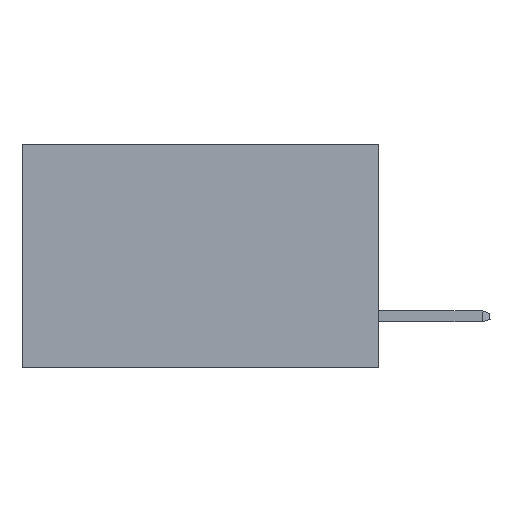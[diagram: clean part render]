
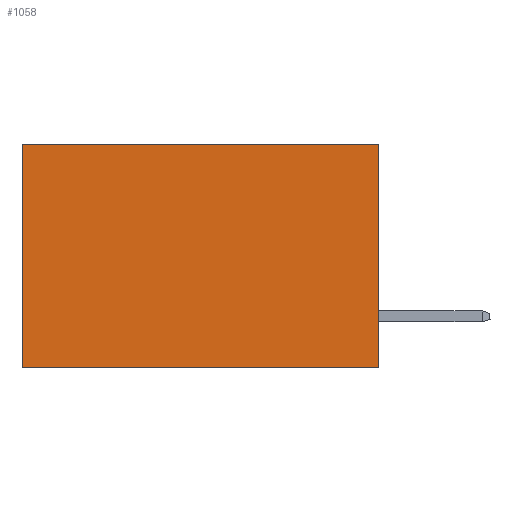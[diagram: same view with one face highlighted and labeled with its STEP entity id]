
A CAD part, left-side view. The second image highlights one B-rep face of the part: STEP entity #1058.
In plain terms, the highlighted planar face has unit normal (-1, 0, 0).
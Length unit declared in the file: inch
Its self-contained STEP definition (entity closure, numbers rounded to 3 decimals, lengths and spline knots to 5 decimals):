
#502 = LINE ( 'NONE', #8837, #6381 ) ;
#1058 = ADVANCED_FACE ( 'NONE', ( #13762 ), #6038, .F. ) ;
#1844 = EDGE_CURVE ( 'NONE', #10495, #6949, #7005, .T. ) ;
#2457 = EDGE_CURVE ( 'NONE', #3050, #10495, #502, .T. ) ;
#2900 = ORIENTED_EDGE ( 'NONE', *, *, #2457, .F. ) ;
#3050 = VERTEX_POINT ( 'NONE', #15026 ) ;
#4335 = CARTESIAN_POINT ( 'NONE',  ( 0.277, 0.59, -0.37 ) ) ;
#4695 = DIRECTION ( 'NONE',  ( 0., 0., -1. ) ) ;
#4788 = CARTESIAN_POINT ( 'NONE',  ( 0.277, 0.59, -0.37 ) ) ;
#4910 = VECTOR ( 'NONE', #11502, 39.37008 ) ;
#5335 = VECTOR ( 'NONE', #13123, 39.37008 ) ;
#5701 = ORIENTED_EDGE ( 'NONE', *, *, #11402, .T. ) ;
#6038 = PLANE ( 'NONE',  #14613 ) ;
#6381 = VECTOR ( 'NONE', #4695, 39.37008 ) ;
#6494 = ORIENTED_EDGE ( 'NONE', *, *, #10170, .T. ) ;
#6749 = CARTESIAN_POINT ( 'NONE',  ( 0.277, 0., -0.37 ) ) ;
#6949 = VERTEX_POINT ( 'NONE', #4788 ) ;
#7005 = LINE ( 'NONE', #6749, #9797 ) ;
#7402 = EDGE_LOOP ( 'NONE', ( #5701, #11959, #2900, #6494 ) ) ;
#8500 = VERTEX_POINT ( 'NONE', #11829 ) ;
#8837 = CARTESIAN_POINT ( 'NONE',  ( 0.277, 0., -0.37 ) ) ;
#9797 = VECTOR ( 'NONE', #11977, 39.37008 ) ;
#10170 = EDGE_CURVE ( 'NONE', #3050, #8500, #14108, .T. ) ;
#10495 = VERTEX_POINT ( 'NONE', #13488 ) ;
#11402 = EDGE_CURVE ( 'NONE', #8500, #6949, #11601, .T. ) ;
#11502 = DIRECTION ( 'NONE',  ( 0., 0., -1. ) ) ;
#11601 = LINE ( 'NONE', #4335, #4910 ) ;
#11829 = CARTESIAN_POINT ( 'NONE',  ( 0.277, 0.59, 0. ) ) ;
#11959 = ORIENTED_EDGE ( 'NONE', *, *, #1844, .F. ) ;
#11977 = DIRECTION ( 'NONE',  ( 0., 1., 0. ) ) ;
#12052 = CARTESIAN_POINT ( 'NONE',  ( 0.277, 0., 0. ) ) ;
#12716 = DIRECTION ( 'NONE',  ( 0., 0., -1. ) ) ;
#13017 = DIRECTION ( 'NONE',  ( 1., 0., 0. ) ) ;
#13123 = DIRECTION ( 'NONE',  ( 0., 1., 0. ) ) ;
#13488 = CARTESIAN_POINT ( 'NONE',  ( 0.277, 0., -0.37 ) ) ;
#13762 = FACE_OUTER_BOUND ( 'NONE', #7402, .T. ) ;
#14108 = LINE ( 'NONE', #12052, #5335 ) ;
#14400 = CARTESIAN_POINT ( 'NONE',  ( 0.277, 0., -0.37 ) ) ;
#14613 = AXIS2_PLACEMENT_3D ( 'NONE', #14400, #13017, #12716 ) ;
#15026 = CARTESIAN_POINT ( 'NONE',  ( 0.277, 0., 0. ) ) ;
